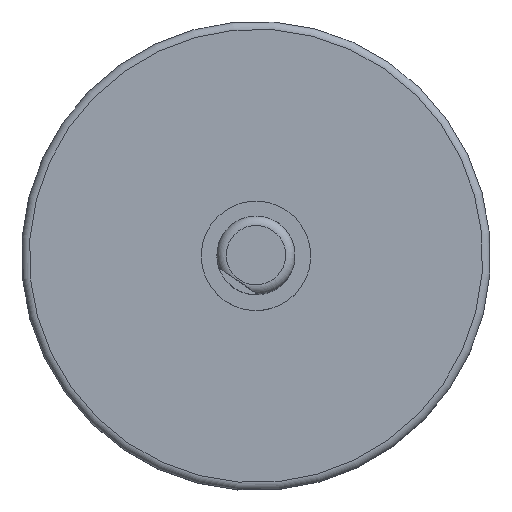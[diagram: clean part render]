
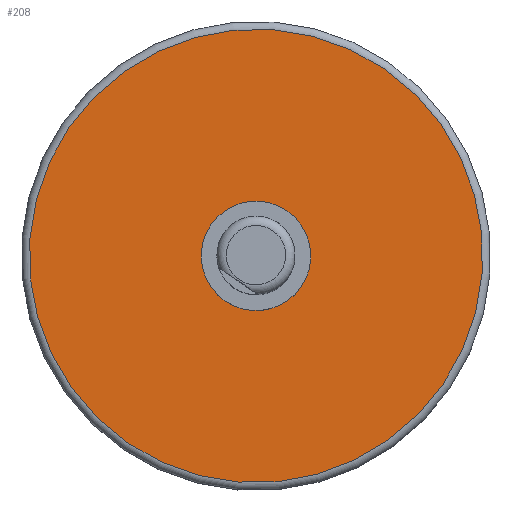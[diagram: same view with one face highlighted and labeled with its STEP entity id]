
A CAD part, top view. The second image highlights one B-rep face of the part: STEP entity #208.
In plain terms, the highlighted planar face has unit normal (0, 0, 1).
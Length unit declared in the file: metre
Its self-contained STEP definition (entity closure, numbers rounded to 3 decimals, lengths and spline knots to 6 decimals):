
#39=PLANE('',#309);
#50=CIRCLE('',#301,0.0035);
#54=CIRCLE('',#307,0.0145);
#84=ORIENTED_EDGE('',*,*,#111,.F.);
#85=ORIENTED_EDGE('',*,*,#107,.T.);
#107=EDGE_CURVE('',#124,#124,#50,.T.);
#111=EDGE_CURVE('',#128,#128,#54,.T.);
#124=VERTEX_POINT('',#430);
#128=VERTEX_POINT('',#440);
#154=EDGE_LOOP('',(#84));
#155=EDGE_LOOP('',(#85));
#184=FACE_BOUND('',#154,.T.);
#185=FACE_BOUND('',#155,.T.);
#208=ADVANCED_FACE('',(#184,#185),#39,.F.);
#301=AXIS2_PLACEMENT_3D('',#429,#359,#360);
#307=AXIS2_PLACEMENT_3D('',#439,#371,#372);
#309=AXIS2_PLACEMENT_3D('',#442,#375,#376);
#359=DIRECTION('',(0.,0.,-1.));
#360=DIRECTION('',(-0.565,-0.825,0.));
#371=DIRECTION('',(0.,0.,-1.));
#372=DIRECTION('',(0.825,-0.565,0.));
#375=DIRECTION('',(0.,0.,-1.));
#376=DIRECTION('',(0.825,-0.565,0.));
#429=CARTESIAN_POINT('',(0.,0.012659,0.028159));
#430=CARTESIAN_POINT('',(-0.001978,0.009772,0.028159));
#439=CARTESIAN_POINT('',(0.,0.012659,0.028159));
#440=CARTESIAN_POINT('',(0.011961,0.004463,0.028159));
#442=CARTESIAN_POINT('',(0.,0.012659,0.028159));
